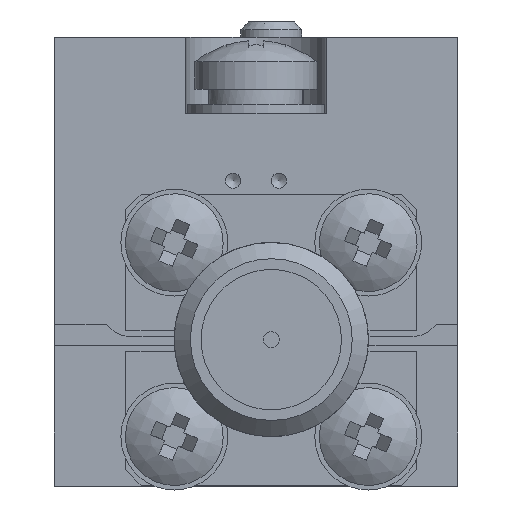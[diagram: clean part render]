
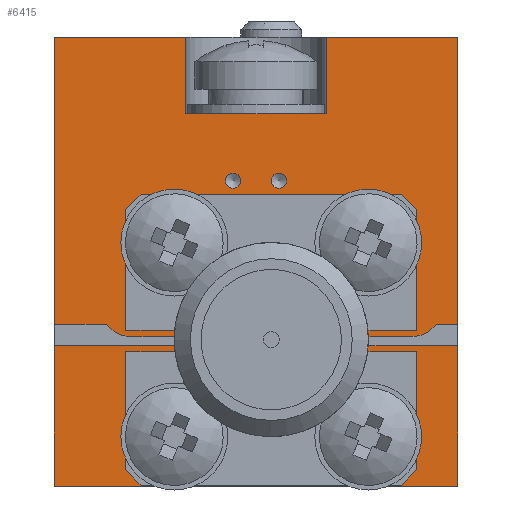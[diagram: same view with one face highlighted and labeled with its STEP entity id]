
A CAD part, left-side view. The second image highlights one B-rep face of the part: STEP entity #6415.
In plain terms, the highlighted planar face has unit normal (-1, 0, 0).
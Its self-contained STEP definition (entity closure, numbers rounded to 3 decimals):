
#6415=ADVANCED_FACE('',(#19006,#19008,#19010,#19012,#19014,#19016,#19018),#19020,
.F.);
#19006=FACE_BOUND('',#19007,.T.);
#19007=EDGE_LOOP('',(#32046,#32047,#32048,#32049,#32050,#32051,#32052,#32053,#32054,
#32055,#32056,#32057,#32058,#32059,#32060,#32061,#32062,#32063,#32064,#32065));
#19008=FACE_BOUND('',#19009,.T.);
#19009=EDGE_LOOP('',(#32066));
#19010=FACE_BOUND('',#19011,.T.);
#19011=EDGE_LOOP('',(#32067));
#19012=FACE_BOUND('',#19013,.T.);
#19013=EDGE_LOOP('',(#32068));
#19014=FACE_BOUND('',#19015,.T.);
#19015=EDGE_LOOP('',(#32069));
#19016=FACE_BOUND('',#19017,.T.);
#19017=EDGE_LOOP('',(#32070));
#19018=FACE_BOUND('',#19019,.T.);
#19019=EDGE_LOOP('',(#32071));
#19020=PLANE('',#19021);
#19021=AXIS2_PLACEMENT_3D('',#19022,#19023,#19024);
#19022=CARTESIAN_POINT('',(-27.5,6.6,14.7));
#19023=DIRECTION('',(1.,0.,-0.));
#19024=DIRECTION('',(0.,1.,0.));
#32046=ORIENTED_EDGE('',*,*,#38125,.F.);
#32047=ORIENTED_EDGE('',*,*,#38126,.F.);
#32048=ORIENTED_EDGE('',*,*,#38127,.F.);
#32049=ORIENTED_EDGE('',*,*,#38128,.T.);
#32050=ORIENTED_EDGE('',*,*,#38129,.F.);
#32051=ORIENTED_EDGE('',*,*,#38104,.T.);
#32052=ORIENTED_EDGE('',*,*,#38130,.F.);
#32053=ORIENTED_EDGE('',*,*,#38131,.F.);
#32054=ORIENTED_EDGE('',*,*,#38132,.F.);
#32055=ORIENTED_EDGE('',*,*,#38133,.F.);
#32056=ORIENTED_EDGE('',*,*,#38134,.F.);
#32057=ORIENTED_EDGE('',*,*,#38100,.T.);
#32058=ORIENTED_EDGE('',*,*,#38135,.T.);
#32059=ORIENTED_EDGE('',*,*,#37757,.F.);
#32060=ORIENTED_EDGE('',*,*,#38136,.F.);
#32061=ORIENTED_EDGE('',*,*,#38137,.F.);
#32062=ORIENTED_EDGE('',*,*,#38138,.F.);
#32063=ORIENTED_EDGE('',*,*,#38139,.F.);
#32064=ORIENTED_EDGE('',*,*,#38140,.F.);
#32065=ORIENTED_EDGE('',*,*,#37753,.F.);
#32066=ORIENTED_EDGE('',*,*,#37362,.F.);
#32067=ORIENTED_EDGE('',*,*,#37364,.F.);
#32068=ORIENTED_EDGE('',*,*,#37366,.F.);
#32069=ORIENTED_EDGE('',*,*,#37368,.F.);
#32070=ORIENTED_EDGE('',*,*,#37370,.F.);
#32071=ORIENTED_EDGE('',*,*,#37372,.F.);
#37362=EDGE_CURVE('',#41416,#41416,#41417,.T.);
#37364=EDGE_CURVE('',#41420,#41420,#41421,.T.);
#37366=EDGE_CURVE('',#41424,#41424,#41425,.T.);
#37368=EDGE_CURVE('',#41428,#41428,#41429,.T.);
#37370=EDGE_CURVE('',#41432,#41432,#41433,.T.);
#37372=EDGE_CURVE('',#41436,#41436,#41437,.T.);
#37753=EDGE_CURVE('',#42197,#42199,#42200,.T.);
#37757=EDGE_CURVE('',#42205,#42207,#42208,.T.);
#38100=EDGE_CURVE('',#42889,#42887,#42890,.T.);
#38104=EDGE_CURVE('',#42897,#42895,#42898,.T.);
#38125=EDGE_CURVE('',#42938,#42197,#42939,.T.);
#38126=EDGE_CURVE('',#42940,#42938,#42941,.T.);
#38127=EDGE_CURVE('',#42942,#42940,#42943,.T.);
#38128=EDGE_CURVE('',#42942,#42944,#42945,.T.);
#38129=EDGE_CURVE('',#42897,#42944,#42946,.T.);
#38130=EDGE_CURVE('',#42947,#42895,#42948,.T.);
#38131=EDGE_CURVE('',#42949,#42947,#42950,.T.);
#38132=EDGE_CURVE('',#42951,#42949,#42952,.T.);
#38133=EDGE_CURVE('',#42953,#42951,#42954,.T.);
#38134=EDGE_CURVE('',#42889,#42953,#42955,.T.);
#38135=EDGE_CURVE('',#42887,#42207,#42956,.T.);
#38136=EDGE_CURVE('',#42957,#42205,#42958,.T.);
#38137=EDGE_CURVE('',#42959,#42957,#42960,.T.);
#38138=EDGE_CURVE('',#42961,#42959,#42962,.T.);
#38139=EDGE_CURVE('',#42963,#42961,#42964,.T.);
#38140=EDGE_CURVE('',#42199,#42963,#42965,.T.);
#41416=VERTEX_POINT('',#53213);
#41417=CIRCLE('',#53214,0.25);
#41420=VERTEX_POINT('',#53324);
#41421=CIRCLE('',#53325,0.25);
#41424=VERTEX_POINT('',#53435);
#41425=CIRCLE('',#53436,0.625);
#41428=VERTEX_POINT('',#53546);
#41429=CIRCLE('',#53547,0.625);
#41432=VERTEX_POINT('',#53657);
#41433=CIRCLE('',#53658,0.625);
#41436=VERTEX_POINT('',#53768);
#41437=CIRCLE('',#53769,0.625);
#42197=VERTEX_POINT('',#57332);
#42199=VERTEX_POINT('',#57336);
#42200=LINE('',#57337,#57338);
#42205=VERTEX_POINT('',#57348);
#42207=VERTEX_POINT('',#57352);
#42208=LINE('',#57353,#57354);
#42887=VERTEX_POINT('',#62801);
#42889=VERTEX_POINT('',#62805);
#42890=LINE('',#62806,#62807);
#42895=VERTEX_POINT('',#62817);
#42897=VERTEX_POINT('',#62821);
#42898=LINE('',#62822,#62823);
#42938=VERTEX_POINT('',#62904);
#42939=LINE('',#62905,#62906);
#42940=VERTEX_POINT('',#62908);
#42941=LINE('',#62909,#62910);
#42942=VERTEX_POINT('',#62912);
#42943=LINE('',#62913,#62914);
#42944=VERTEX_POINT('',#62916);
#42945=LINE('',#62917,#62918);
#42946=LINE('',#62920,#62921);
#42947=VERTEX_POINT('',#62923);
#42948=LINE('',#62924,#62925);
#42949=VERTEX_POINT('',#62927);
#42950=CIRCLE('',#62928,1.);
#42951=VERTEX_POINT('',#62932);
#42952=LINE('',#62933,#62934);
#42953=VERTEX_POINT('',#62936);
#42954=LINE('',#62937,#62938);
#42955=LINE('',#62940,#62941);
#42956=LINE('',#62943,#62944);
#42957=VERTEX_POINT('',#62946);
#42958=LINE('',#62947,#62948);
#42959=VERTEX_POINT('',#62950);
#42960=LINE('',#62951,#62952);
#42961=VERTEX_POINT('',#62954);
#42962=LINE('',#62955,#62956);
#42963=VERTEX_POINT('',#62958);
#42964=CIRCLE('',#62959,1.);
#42965=LINE('',#62963,#62964);
#53213=CARTESIAN_POINT('',(-27.5,-0.75,10.25));
#53214=AXIS2_PLACEMENT_3D('',#53215,#53216,#53217);
#53215=CARTESIAN_POINT('',(-27.5,-0.75,10.));
#53216=DIRECTION('',(-1.,0.,0.));
#53217=DIRECTION('',(-0.,0.,-1.));
#53324=CARTESIAN_POINT('',(-27.5,0.75,10.25));
#53325=AXIS2_PLACEMENT_3D('',#53326,#53327,#53328);
#53326=CARTESIAN_POINT('',(-27.5,0.75,10.));
#53327=DIRECTION('',(-1.,0.,0.));
#53328=DIRECTION('',(-0.,0.,-1.));
#53435=CARTESIAN_POINT('',(-27.5,2.675,8.6));
#53436=AXIS2_PLACEMENT_3D('',#53437,#53438,#53439);
#53437=CARTESIAN_POINT('',(-27.5,2.675,7.975));
#53438=DIRECTION('',(-1.,0.,0.));
#53439=DIRECTION('',(-0.,0.,-1.));
#53546=CARTESIAN_POINT('',(-27.5,-3.675,8.6));
#53547=AXIS2_PLACEMENT_3D('',#53548,#53549,#53550);
#53548=CARTESIAN_POINT('',(-27.5,-3.675,7.975));
#53549=DIRECTION('',(-1.,0.,0.));
#53550=DIRECTION('',(-0.,0.,-1.));
#53657=CARTESIAN_POINT('',(-27.5,-3.675,2.25));
#53658=AXIS2_PLACEMENT_3D('',#53659,#53660,#53661);
#53659=CARTESIAN_POINT('',(-27.5,-3.675,1.625));
#53660=DIRECTION('',(-1.,0.,0.));
#53661=DIRECTION('',(-0.,0.,-1.));
#53768=CARTESIAN_POINT('',(-27.5,2.675,2.25));
#53769=AXIS2_PLACEMENT_3D('',#53770,#53771,#53772);
#53770=CARTESIAN_POINT('',(-27.5,2.675,1.625));
#53771=DIRECTION('',(-1.,0.,0.));
#53772=DIRECTION('',(-0.,0.,-1.));
#57332=CARTESIAN_POINT('',(-27.5,-6.6,14.7));
#57336=CARTESIAN_POINT('',(-27.5,-6.6,5.3));
#57337=CARTESIAN_POINT('',(-27.5,-6.6,14.7));
#57338=VECTOR('',#57339,1.);
#57339=DIRECTION('',(0.,0.,-1.));
#57348=CARTESIAN_POINT('',(-27.5,-6.6,4.6));
#57352=CARTESIAN_POINT('',(-27.5,-6.6,0.));
#57353=CARTESIAN_POINT('',(-27.5,-6.6,4.6));
#57354=VECTOR('',#57355,1.);
#57355=DIRECTION('',(0.,0.,-1.));
#62801=CARTESIAN_POINT('',(-27.5,6.6,0.));
#62805=CARTESIAN_POINT('',(-27.5,6.6,4.6));
#62806=CARTESIAN_POINT('',(-27.5,6.6,4.6));
#62807=VECTOR('',#62808,1.);
#62808=DIRECTION('',(0.,0.,-1.));
#62817=CARTESIAN_POINT('',(-27.5,6.6,5.3));
#62821=CARTESIAN_POINT('',(-27.5,6.6,14.7));
#62822=CARTESIAN_POINT('',(-27.5,6.6,14.7));
#62823=VECTOR('',#62824,1.);
#62824=DIRECTION('',(0.,0.,-1.));
#62904=CARTESIAN_POINT('',(-27.5,-2.3,14.7));
#62905=CARTESIAN_POINT('',(-27.5,-2.3,14.7));
#62906=VECTOR('',#62907,1.);
#62907=DIRECTION('',(0.,-1.,0.));
#62908=CARTESIAN_POINT('',(-27.5,-2.3,12.2));
#62909=CARTESIAN_POINT('',(-27.5,-2.3,12.2));
#62910=VECTOR('',#62911,1.);
#62911=DIRECTION('',(0.,0.,1.));
#62912=CARTESIAN_POINT('',(-27.5,2.3,12.2));
#62913=CARTESIAN_POINT('',(-27.5,2.3,12.2));
#62914=VECTOR('',#62915,1.);
#62915=DIRECTION('',(0.,-1.,0.));
#62916=CARTESIAN_POINT('',(-27.5,2.3,14.7));
#62917=CARTESIAN_POINT('',(-27.5,2.3,12.2));
#62918=VECTOR('',#62919,1.);
#62919=DIRECTION('',(0.,0.,1.));
#62920=CARTESIAN_POINT('',(-27.5,6.6,14.7));
#62921=VECTOR('',#62922,1.);
#62922=DIRECTION('',(0.,-1.,0.));
#62923=CARTESIAN_POINT('',(-27.5,4.9,5.3));
#62924=CARTESIAN_POINT('',(-27.5,4.9,5.3));
#62925=VECTOR('',#62926,1.);
#62926=DIRECTION('',(0.,1.,0.));
#62927=CARTESIAN_POINT('',(-27.5,4.1,4.9));
#62928=AXIS2_PLACEMENT_3D('',#62929,#62930,#62931);
#62929=CARTESIAN_POINT('',(-27.5,4.1,5.9));
#62930=DIRECTION('',(1.,0.,0.));
#62931=DIRECTION('',(0.,0.,-1.));
#62932=CARTESIAN_POINT('',(-27.5,2.6,4.9));
#62933=CARTESIAN_POINT('',(-27.5,2.6,4.9));
#62934=VECTOR('',#62935,1.);
#62935=DIRECTION('',(0.,1.,0.));
#62936=CARTESIAN_POINT('',(-27.5,2.6,4.6));
#62937=CARTESIAN_POINT('',(-27.5,2.6,4.6));
#62938=VECTOR('',#62939,1.);
#62939=DIRECTION('',(0.,0.,1.));
#62940=CARTESIAN_POINT('',(-27.5,6.6,4.6));
#62941=VECTOR('',#62942,1.);
#62942=DIRECTION('',(0.,-1.,0.));
#62943=CARTESIAN_POINT('',(-27.5,6.6,0.));
#62944=VECTOR('',#62945,1.);
#62945=DIRECTION('',(0.,-1.,0.));
#62946=CARTESIAN_POINT('',(-27.5,-3.6,4.6));
#62947=CARTESIAN_POINT('',(-27.5,-3.6,4.6));
#62948=VECTOR('',#62949,1.);
#62949=DIRECTION('',(0.,-1.,0.));
#62950=CARTESIAN_POINT('',(-27.5,-3.6,4.9));
#62951=CARTESIAN_POINT('',(-27.5,-3.6,4.9));
#62952=VECTOR('',#62953,1.);
#62953=DIRECTION('',(0.,0.,-1.));
#62954=CARTESIAN_POINT('',(-27.5,-5.1,4.9));
#62955=CARTESIAN_POINT('',(-27.5,-5.1,4.9));
#62956=VECTOR('',#62957,1.);
#62957=DIRECTION('',(0.,1.,0.));
#62958=CARTESIAN_POINT('',(-27.5,-5.9,5.3));
#62959=AXIS2_PLACEMENT_3D('',#62960,#62961,#62962);
#62960=CARTESIAN_POINT('',(-27.5,-5.1,5.9));
#62961=DIRECTION('',(1.,0.,0.));
#62962=DIRECTION('',(0.,-0.8,-0.6));
#62963=CARTESIAN_POINT('',(-27.5,-6.6,5.3));
#62964=VECTOR('',#62965,1.);
#62965=DIRECTION('',(0.,1.,0.));
